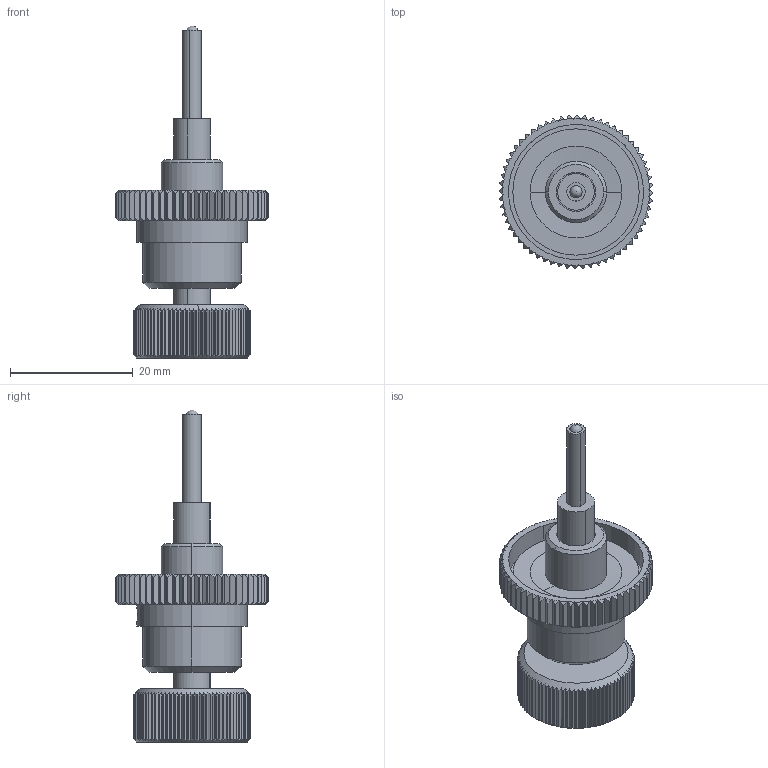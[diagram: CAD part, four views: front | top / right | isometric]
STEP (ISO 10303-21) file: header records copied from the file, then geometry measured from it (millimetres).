
FILE_DESCRIPTION (( 'STEP AP214' ), '1' );
FILE_NAME ('10873-E0W.step', '2007-10-25T00:18:00', ( ' ' ), ( ' ' ), 'SwSTEP 2.0', 'SolidWorks 2007', '' );
FILE_SCHEMA (( 'AUTOMOTIVE_DESIGN' ));
Length unit declared in the file: inch
Products named in the file (1): 10873-E0W
Bounding box: 25 x 25 x 54.17 mm (x, y, z)
Surface area: 4942.8 mm2 (no closed solid volume)
Topology: 0 solids, 6 shells, 636 faces, 2089 edges, 1393 vertices
Faces by surface type: plane 342, cylinder 162, cone 130, sphere 2
Entity records: 31811 total; most frequent: CARTESIAN_POINT 6607, ORIENTED_EDGE 3860, DIRECTION 3012, EDGE_CURVE 2084, VERTEX_POINT 1390, AXIS2_PLACEMENT_3D 1099, VECTOR 814, LINE 814
